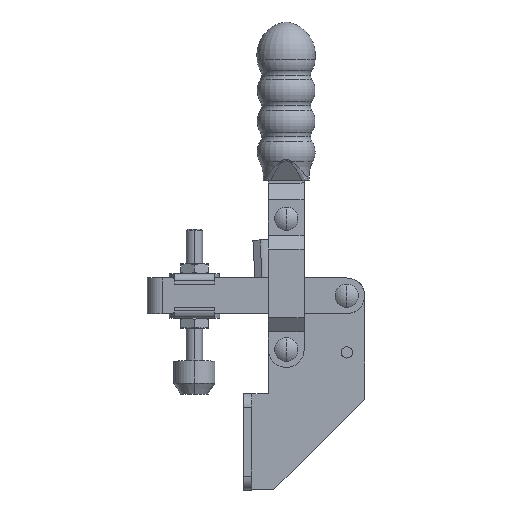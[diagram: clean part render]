
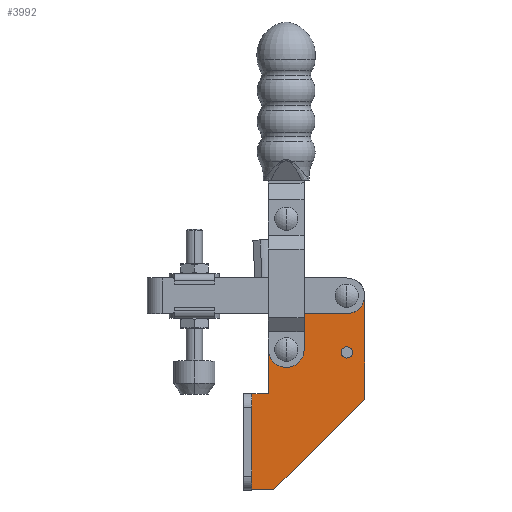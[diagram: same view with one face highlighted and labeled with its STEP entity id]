
A CAD part, top view. The second image highlights one B-rep face of the part: STEP entity #3992.
In plain terms, the highlighted planar face has unit normal (0, 0, 1).
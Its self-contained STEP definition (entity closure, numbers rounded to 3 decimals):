
#346 = CIRCLE ( 'NONE', #7301, 1.5 ) ;
#394 = VECTOR ( 'NONE', #10777, 1000. ) ;
#494 = EDGE_CURVE ( 'NONE', #4810, #10423, #1815, .T. ) ;
#648 = CARTESIAN_POINT ( 'NONE',  ( -35., 15.96, 3. ) ) ;
#873 = CARTESIAN_POINT ( 'NONE',  ( -32.811, 20.824, 3. ) ) ;
#898 = CARTESIAN_POINT ( 'NONE',  ( -10.811, 40.324, 3. ) ) ;
#939 = AXIS2_PLACEMENT_3D ( 'NONE', #7665, #2002, #8632 ) ;
#1109 = DIRECTION ( 'NONE',  ( 0., 0., 1. ) ) ;
#1258 = EDGE_LOOP ( 'NONE', ( #9051, #2297 ) ) ;
#1362 = EDGE_CURVE ( 'NONE', #12006, #2370, #4582, .T. ) ;
#1406 = FACE_BOUND ( 'NONE', #4273, .T. ) ;
#1429 = VERTEX_POINT ( 'NONE', #898 ) ;
#1743 = DIRECTION ( 'NONE',  ( 0., 0., 1. ) ) ;
#1769 = DIRECTION ( 'NONE',  ( 1., 0., 0. ) ) ;
#1801 = DIRECTION ( 'NONE',  ( 0., 0., 1. ) ) ;
#1815 = LINE ( 'NONE', #4917, #11282 ) ;
#1871 = ORIENTED_EDGE ( 'NONE', *, *, #11613, .T. ) ;
#1930 = CARTESIAN_POINT ( 'NONE',  ( 0., 35.46, 3. ) ) ;
#2002 = DIRECTION ( 'NONE',  ( 0., 0., 1. ) ) ;
#2102 = DIRECTION ( 'NONE',  ( -1., 0., 0. ) ) ;
#2126 = CARTESIAN_POINT ( 'NONE',  ( -35., -0.04, 3. ) ) ;
#2147 = AXIS2_PLACEMENT_3D ( 'NONE', #6780, #1109, #7734 ) ;
#2248 = CIRCLE ( 'NONE', #10767, 1.5 ) ;
#2297 = ORIENTED_EDGE ( 'NONE', *, *, #2592, .F. ) ;
#2321 = CIRCLE ( 'NONE', #10122, 6.5 ) ;
#2325 = VERTEX_POINT ( 'NONE', #3248 ) ;
#2352 = ORIENTED_EDGE ( 'NONE', *, *, #3401, .T. ) ;
#2370 = VERTEX_POINT ( 'NONE', #6128 ) ;
#2478 = ORIENTED_EDGE ( 'NONE', *, *, #8470, .T. ) ;
#2571 = VERTEX_POINT ( 'NONE', #873 ) ;
#2592 = EDGE_CURVE ( 'NONE', #5136, #11887, #12289, .T. ) ;
#2659 = EDGE_CURVE ( 'NONE', #2325, #12019, #4710, .T. ) ;
#2885 = DIRECTION ( 'NONE',  ( 0., 1., 0. ) ) ;
#2991 = ORIENTED_EDGE ( 'NONE', *, *, #10517, .T. ) ;
#3055 = ORIENTED_EDGE ( 'NONE', *, *, #3443, .F. ) ;
#3132 = VERTEX_POINT ( 'NONE', #11420 ) ;
#3175 = EDGE_CURVE ( 'NONE', #10947, #9775, #9299, .T. ) ;
#3248 = CARTESIAN_POINT ( 'NONE',  ( -33., -35.04, 3. ) ) ;
#3401 = EDGE_CURVE ( 'NONE', #2571, #10309, #7058, .T. ) ;
#3407 = CARTESIAN_POINT ( 'NONE',  ( -28.5, 15.96, 3. ) ) ;
#3443 = EDGE_CURVE ( 'NONE', #2370, #12006, #11801, .T. ) ;
#3482 = EDGE_CURVE ( 'NONE', #3132, #1429, #2321, .T. ) ;
#3493 = ORIENTED_EDGE ( 'NONE', *, *, #3482, .T. ) ;
#3567 = CARTESIAN_POINT ( 'NONE',  ( -30., 15.96, 3. ) ) ;
#3736 = CARTESIAN_POINT ( 'NONE',  ( -8.55, 14.92, 3. ) ) ;
#3770 = CARTESIAN_POINT ( 'NONE',  ( -41., -0.04, 3. ) ) ;
#3943 = CARTESIAN_POINT ( 'NONE',  ( -33., -35.04, 3. ) ) ;
#3992 = ADVANCED_FACE ( 'NONE', ( #11479, #1406, #6433, #11173 ), #12180, .T. ) ;
#4161 = CARTESIAN_POINT ( 'NONE',  ( -44., -35.04, 3. ) ) ;
#4273 = EDGE_LOOP ( 'NONE', ( #3055, #11405 ) ) ;
#4367 = DIRECTION ( 'NONE',  ( 1., 0., 0. ) ) ;
#4403 = VECTOR ( 'NONE', #9620, 1000. ) ;
#4410 = LINE ( 'NONE', #4700, #9175 ) ;
#4486 = AXIS2_PLACEMENT_3D ( 'NONE', #7420, #1743, #8368 ) ;
#4582 = CIRCLE ( 'NONE', #4486, 2.05 ) ;
#4700 = CARTESIAN_POINT ( 'NONE',  ( -10.811, 40.324, 3. ) ) ;
#4710 = LINE ( 'NONE', #3943, #4403 ) ;
#4810 = VERTEX_POINT ( 'NONE', #2126 ) ;
#4917 = CARTESIAN_POINT ( 'NONE',  ( -44., -0.04, 3. ) ) ;
#5128 = CARTESIAN_POINT ( 'NONE',  ( -35., 15.96, 3. ) ) ;
#5136 = VERTEX_POINT ( 'NONE', #10484 ) ;
#5243 = EDGE_LOOP ( 'NONE', ( #7976, #7822 ) ) ;
#5345 = CARTESIAN_POINT ( 'NONE',  ( -6.5, 14.92, 3. ) ) ;
#5389 = CARTESIAN_POINT ( 'NONE',  ( -6.5, 35.46, 3. ) ) ;
#5424 = DIRECTION ( 'NONE',  ( 0., 0., 1. ) ) ;
#5774 = VECTOR ( 'NONE', #6054, 1000. ) ;
#5816 = CARTESIAN_POINT ( 'NONE',  ( -41., 15.96, 3. ) ) ;
#6040 = EDGE_CURVE ( 'NONE', #9775, #10947, #346, .T. ) ;
#6054 = DIRECTION ( 'NONE',  ( 1., 0., 0. ) ) ;
#6128 = CARTESIAN_POINT ( 'NONE',  ( -4.45, 14.92, 3. ) ) ;
#6295 = DIRECTION ( 'NONE',  ( 1., 0., 0. ) ) ;
#6344 = DIRECTION ( 'NONE',  ( 1., 0., 0. ) ) ;
#6433 = FACE_BOUND ( 'NONE', #1258, .T. ) ;
#6450 = EDGE_LOOP ( 'NONE', ( #7879, #2991, #1871, #11440, #2478, #3493, #10400, #2352, #6953 ) ) ;
#6472 = CARTESIAN_POINT ( 'NONE',  ( -28.5, 15.96, 3. ) ) ;
#6511 = CARTESIAN_POINT ( 'NONE',  ( -8., 35.46, 3. ) ) ;
#6780 = CARTESIAN_POINT ( 'NONE',  ( -6.5, 35.46, 3. ) ) ;
#6784 = CARTESIAN_POINT ( 'NONE',  ( -5., 35.46, 3. ) ) ;
#6953 = ORIENTED_EDGE ( 'NONE', *, *, #9546, .T. ) ;
#7058 = CIRCLE ( 'NONE', #7609, 6.5 ) ;
#7237 = LINE ( 'NONE', #1930, #11979 ) ;
#7301 = AXIS2_PLACEMENT_3D ( 'NONE', #7468, #1801, #8428 ) ;
#7420 = CARTESIAN_POINT ( 'NONE',  ( -6.5, 14.92, 3. ) ) ;
#7442 = DIRECTION ( 'NONE',  ( 0., 0., 1. ) ) ;
#7468 = CARTESIAN_POINT ( 'NONE',  ( -6.5, 35.46, 3. ) ) ;
#7609 = AXIS2_PLACEMENT_3D ( 'NONE', #3407, #10024, #4367 ) ;
#7665 = CARTESIAN_POINT ( 'NONE',  ( -28.5, 15.96, 3. ) ) ;
#7734 = DIRECTION ( 'NONE',  ( 1., 0., 0. ) ) ;
#7747 = DIRECTION ( 'NONE',  ( 0., -1., 0. ) ) ;
#7822 = ORIENTED_EDGE ( 'NONE', *, *, #3175, .F. ) ;
#7879 = ORIENTED_EDGE ( 'NONE', *, *, #494, .T. ) ;
#7970 = VERTEX_POINT ( 'NONE', #9729 ) ;
#7976 = ORIENTED_EDGE ( 'NONE', *, *, #6040, .F. ) ;
#8368 = DIRECTION ( 'NONE',  ( 1., 0., 0. ) ) ;
#8428 = DIRECTION ( 'NONE',  ( 1., 0., 0. ) ) ;
#8462 = EDGE_CURVE ( 'NONE', #1429, #2571, #4410, .T. ) ;
#8470 = EDGE_CURVE ( 'NONE', #12019, #3132, #7237, .T. ) ;
#8512 = CARTESIAN_POINT ( 'NONE',  ( 0., -2.04, 3. ) ) ;
#8565 = DIRECTION ( 'NONE',  ( -0.748, -0.663, 0. ) ) ;
#8632 = DIRECTION ( 'NONE',  ( 1., 0., 0. ) ) ;
#8930 = LINE ( 'NONE', #4161, #5774 ) ;
#9051 = ORIENTED_EDGE ( 'NONE', *, *, #11828, .F. ) ;
#9175 = VECTOR ( 'NONE', #8565, 1000. ) ;
#9299 = CIRCLE ( 'NONE', #2147, 1.5 ) ;
#9533 = AXIS2_PLACEMENT_3D ( 'NONE', #5345, #11998, #6295 ) ;
#9546 = EDGE_CURVE ( 'NONE', #10309, #4810, #10440, .T. ) ;
#9552 = VECTOR ( 'NONE', #7747, 1000. ) ;
#9620 = DIRECTION ( 'NONE',  ( 0.707, 0.707, 0. ) ) ;
#9729 = CARTESIAN_POINT ( 'NONE',  ( -41., -35.04, 3. ) ) ;
#9775 = VERTEX_POINT ( 'NONE', #6511 ) ;
#9837 = LINE ( 'NONE', #5816, #9552 ) ;
#10024 = DIRECTION ( 'NONE',  ( 0., 0., 1. ) ) ;
#10122 = AXIS2_PLACEMENT_3D ( 'NONE', #5389, #12036, #6344 ) ;
#10309 = VERTEX_POINT ( 'NONE', #648 ) ;
#10400 = ORIENTED_EDGE ( 'NONE', *, *, #8462, .T. ) ;
#10423 = VERTEX_POINT ( 'NONE', #3770 ) ;
#10440 = LINE ( 'NONE', #5128, #394 ) ;
#10484 = CARTESIAN_POINT ( 'NONE',  ( -27., 15.96, 3. ) ) ;
#10517 = EDGE_CURVE ( 'NONE', #10423, #7970, #9837, .T. ) ;
#10767 = AXIS2_PLACEMENT_3D ( 'NONE', #11102, #5424, #12076 ) ;
#10777 = DIRECTION ( 'NONE',  ( 0., -1., 0. ) ) ;
#10947 = VERTEX_POINT ( 'NONE', #6784 ) ;
#11102 = CARTESIAN_POINT ( 'NONE',  ( -28.5, 15.96, 3. ) ) ;
#11173 = FACE_OUTER_BOUND ( 'NONE', #6450, .T. ) ;
#11282 = VECTOR ( 'NONE', #2102, 1000. ) ;
#11405 = ORIENTED_EDGE ( 'NONE', *, *, #1362, .F. ) ;
#11420 = CARTESIAN_POINT ( 'NONE',  ( 0., 35.46, 3. ) ) ;
#11440 = ORIENTED_EDGE ( 'NONE', *, *, #2659, .T. ) ;
#11479 = FACE_BOUND ( 'NONE', #5243, .T. ) ;
#11613 = EDGE_CURVE ( 'NONE', #7970, #2325, #8930, .T. ) ;
#11801 = CIRCLE ( 'NONE', #9533, 2.05 ) ;
#11828 = EDGE_CURVE ( 'NONE', #11887, #5136, #2248, .T. ) ;
#11887 = VERTEX_POINT ( 'NONE', #3567 ) ;
#11979 = VECTOR ( 'NONE', #2885, 1000. ) ;
#11998 = DIRECTION ( 'NONE',  ( 0., 0., 1. ) ) ;
#12006 = VERTEX_POINT ( 'NONE', #3736 ) ;
#12019 = VERTEX_POINT ( 'NONE', #8512 ) ;
#12036 = DIRECTION ( 'NONE',  ( 0., 0., 1. ) ) ;
#12076 = DIRECTION ( 'NONE',  ( 1., 0., 0. ) ) ;
#12180 = PLANE ( 'NONE',  #12242 ) ;
#12242 = AXIS2_PLACEMENT_3D ( 'NONE', #6472, #7442, #1769 ) ;
#12289 = CIRCLE ( 'NONE', #939, 1.5 ) ;
